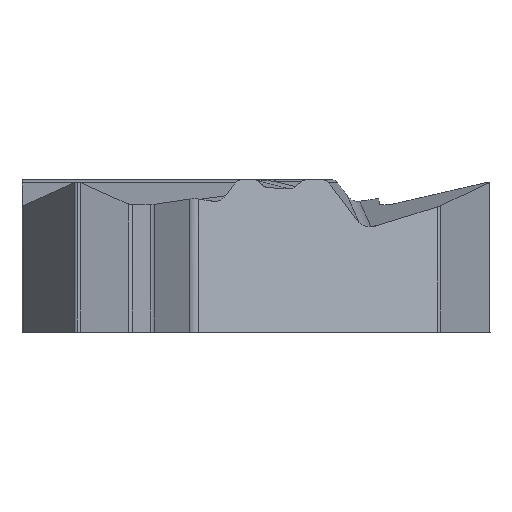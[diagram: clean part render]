
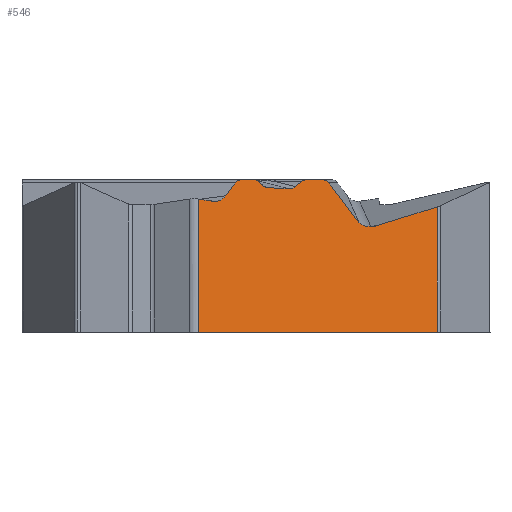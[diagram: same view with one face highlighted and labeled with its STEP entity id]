
A CAD part, front view. The second image highlights one B-rep face of the part: STEP entity #546.
In plain terms, the highlighted planar face has unit normal (0.5, -0.866, 0).
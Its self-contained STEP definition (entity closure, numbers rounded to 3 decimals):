
#60=PLANE('',#1855);
#104=FACE_OUTER_BOUND('',#695,.T.);
#201=ELLIPSE('',#1848,0.338,0.32);
#202=ELLIPSE('',#1849,0.392,0.32);
#203=ELLIPSE('',#1850,0.236,0.2);
#204=ELLIPSE('',#1851,0.167,0.15);
#205=ELLIPSE('',#1852,0.15,0.15);
#206=ELLIPSE('',#1853,0.227,0.2);
#207=ELLIPSE('',#1854,0.385,0.32);
#266=LINE('',#3103,#419);
#267=LINE('',#3106,#420);
#268=LINE('',#3108,#421);
#269=LINE('',#3112,#422);
#270=LINE('',#3116,#423);
#271=LINE('',#3120,#424);
#272=LINE('',#3124,#425);
#273=LINE('',#3137,#426);
#274=LINE('',#3153,#427);
#275=LINE('',#3157,#428);
#276=LINE('',#3161,#429);
#277=LINE('',#3165,#430);
#278=LINE('',#3167,#431);
#419=VECTOR('',#2115,1.);
#420=VECTOR('',#2116,1.);
#421=VECTOR('',#2117,1.);
#422=VECTOR('',#2120,1.);
#423=VECTOR('',#2123,1.);
#424=VECTOR('',#2126,1.);
#425=VECTOR('',#2129,1.);
#426=VECTOR('',#2130,1.);
#427=VECTOR('',#2131,1.);
#428=VECTOR('',#2134,1.);
#429=VECTOR('',#2137,1.);
#430=VECTOR('',#2140,1.);
#431=VECTOR('',#2141,1.);
#546=ADVANCED_FACE('',(#104),#60,.F.);
#695=EDGE_LOOP('',(#872,#873,#874,#875,#876,#877,#878,#879,#880,#881,#882,
#883,#884,#885,#886,#887,#888,#889,#890,#891,#892,#893));
#872=ORIENTED_EDGE('',*,*,#1532,.F.);
#873=ORIENTED_EDGE('',*,*,#1533,.T.);
#874=ORIENTED_EDGE('',*,*,#1534,.T.);
#875=ORIENTED_EDGE('',*,*,#1535,.T.);
#876=ORIENTED_EDGE('',*,*,#1536,.F.);
#877=ORIENTED_EDGE('',*,*,#1537,.T.);
#878=ORIENTED_EDGE('',*,*,#1538,.T.);
#879=ORIENTED_EDGE('',*,*,#1539,.F.);
#880=ORIENTED_EDGE('',*,*,#1540,.F.);
#881=ORIENTED_EDGE('',*,*,#1541,.F.);
#882=ORIENTED_EDGE('',*,*,#1542,.T.);
#883=ORIENTED_EDGE('',*,*,#1543,.T.);
#884=ORIENTED_EDGE('',*,*,#1544,.T.);
#885=ORIENTED_EDGE('',*,*,#1545,.T.);
#886=ORIENTED_EDGE('',*,*,#1546,.T.);
#887=ORIENTED_EDGE('',*,*,#1547,.F.);
#888=ORIENTED_EDGE('',*,*,#1548,.F.);
#889=ORIENTED_EDGE('',*,*,#1549,.F.);
#890=ORIENTED_EDGE('',*,*,#1550,.T.);
#891=ORIENTED_EDGE('',*,*,#1551,.T.);
#892=ORIENTED_EDGE('',*,*,#1552,.T.);
#893=ORIENTED_EDGE('',*,*,#1553,.T.);
#1356=VERTEX_POINT('',#3104);
#1357=VERTEX_POINT('',#3105);
#1358=VERTEX_POINT('',#3107);
#1359=VERTEX_POINT('',#3109);
#1360=VERTEX_POINT('',#3111);
#1361=VERTEX_POINT('',#3113);
#1362=VERTEX_POINT('',#3115);
#1363=VERTEX_POINT('',#3117);
#1364=VERTEX_POINT('',#3119);
#1365=VERTEX_POINT('',#3121);
#1366=VERTEX_POINT('',#3123);
#1367=VERTEX_POINT('',#3125);
#1368=VERTEX_POINT('',#3136);
#1369=VERTEX_POINT('',#3138);
#1370=VERTEX_POINT('',#3152);
#1371=VERTEX_POINT('',#3154);
#1372=VERTEX_POINT('',#3156);
#1373=VERTEX_POINT('',#3158);
#1374=VERTEX_POINT('',#3160);
#1375=VERTEX_POINT('',#3162);
#1376=VERTEX_POINT('',#3164);
#1377=VERTEX_POINT('',#3166);
#1532=EDGE_CURVE('',#1356,#1357,#266,.T.);
#1533=EDGE_CURVE('',#1356,#1358,#267,.T.);
#1534=EDGE_CURVE('',#1358,#1359,#268,.T.);
#1535=EDGE_CURVE('',#1359,#1360,#201,.T.);
#1536=EDGE_CURVE('',#1361,#1360,#269,.T.);
#1537=EDGE_CURVE('',#1361,#1362,#202,.T.);
#1538=EDGE_CURVE('',#1362,#1363,#270,.T.);
#1539=EDGE_CURVE('',#1364,#1363,#203,.T.);
#1540=EDGE_CURVE('',#1365,#1364,#271,.T.);
#1541=EDGE_CURVE('',#1366,#1365,#204,.T.);
#1542=EDGE_CURVE('',#1366,#1367,#272,.T.);
#1543=EDGE_CURVE('',#1367,#1368,#1770,.T.);
#1544=EDGE_CURVE('',#1368,#1369,#273,.T.);
#1545=EDGE_CURVE('',#1369,#1370,#1771,.T.);
#1546=EDGE_CURVE('',#1370,#1371,#274,.T.);
#1547=EDGE_CURVE('',#1372,#1371,#205,.T.);
#1548=EDGE_CURVE('',#1373,#1372,#275,.T.);
#1549=EDGE_CURVE('',#1374,#1373,#206,.T.);
#1550=EDGE_CURVE('',#1374,#1375,#276,.T.);
#1551=EDGE_CURVE('',#1375,#1376,#207,.T.);
#1552=EDGE_CURVE('',#1376,#1377,#277,.T.);
#1553=EDGE_CURVE('',#1377,#1357,#278,.T.);
#1770=B_SPLINE_CURVE_WITH_KNOTS('',3,(#3126,#3127,#3128,#3129,#3130,#3131,
#3132,#3133,#3134,#3135),.UNSPECIFIED.,.F.,.F.,(4,3,3,4),(0.,0.474,
0.706,1.),.UNSPECIFIED.);
#1771=B_SPLINE_CURVE_WITH_KNOTS('',3,(#3139,#3140,#3141,#3142,#3143,#3144,
#3145,#3146,#3147,#3148,#3149,#3150,#3151),.UNSPECIFIED.,.F.,.F.,(4,3,3,
3,4),(0.,0.25,0.499,0.746,1.),
 .UNSPECIFIED.);
#1848=AXIS2_PLACEMENT_3D('',#3110,#2118,#2119);
#1849=AXIS2_PLACEMENT_3D('',#3114,#2121,#2122);
#1850=AXIS2_PLACEMENT_3D('',#3118,#2124,#2125);
#1851=AXIS2_PLACEMENT_3D('',#3122,#2127,#2128);
#1852=AXIS2_PLACEMENT_3D('',#3155,#2132,#2133);
#1853=AXIS2_PLACEMENT_3D('',#3159,#2135,#2136);
#1854=AXIS2_PLACEMENT_3D('',#3163,#2138,#2139);
#1855=AXIS2_PLACEMENT_3D('',#3168,#2142,#2143);
#2115=DIRECTION('',(-0.866,-0.5,0.));
#2116=DIRECTION('',(0.,0.,1.));
#2117=DIRECTION('',(-0.837,-0.483,-0.259));
#2118=DIRECTION('',(-0.5,0.866,0.));
#2119=DIRECTION('',(-0.837,-0.483,-0.259));
#2120=DIRECTION('',(0.866,0.5,0.));
#2121=DIRECTION('',(-0.5,0.866,0.));
#2122=DIRECTION('',(-0.859,-0.496,0.124));
#2123=DIRECTION('',(-0.563,-0.325,0.759));
#2124=DIRECTION('',(-0.5,0.866,0.));
#2125=DIRECTION('',(-0.866,-0.5,0.));
#2126=DIRECTION('',(0.866,0.5,0.));
#2127=DIRECTION('',(-0.5,0.866,0.));
#2128=DIRECTION('',(-0.866,-0.5,0.));
#2129=DIRECTION('',(-0.687,-0.397,-0.608));
#2130=DIRECTION('',(-0.865,-0.499,0.049));
#2131=DIRECTION('',(-0.656,-0.378,0.653));
#2132=DIRECTION('',(-0.5,0.866,0.));
#2133=DIRECTION('',(0.866,0.5,0.));
#2134=DIRECTION('',(0.866,0.5,0.));
#2135=DIRECTION('',(-0.5,0.866,0.));
#2136=DIRECTION('',(-0.866,-0.5,0.));
#2137=DIRECTION('',(-0.55,-0.318,-0.772));
#2138=DIRECTION('',(-0.5,0.866,0.));
#2139=DIRECTION('',(0.845,0.488,0.217));
#2140=DIRECTION('',(-0.858,-0.496,0.133));
#2141=DIRECTION('',(0.,0.,-1.));
#2142=DIRECTION('',(-0.5,0.866,0.));
#2143=DIRECTION('',(-0.866,-0.5,0.));
#3103=CARTESIAN_POINT('',(8.733,-0.457,-3.97));
#3104=CARTESIAN_POINT('',(6.455,-1.772,-3.97));
#3105=CARTESIAN_POINT('',(0.013,-5.492,-3.97));
#3106=CARTESIAN_POINT('',(6.455,-1.772,0.));
#3107=CARTESIAN_POINT('',(6.455,-1.772,-0.588));
#3108=CARTESIAN_POINT('',(-3.145,-7.315,-3.559));
#3109=CARTESIAN_POINT('',(4.808,-2.723,-1.098));
#3110=CARTESIAN_POINT('',(4.737,-2.765,-0.789));
#3111=CARTESIAN_POINT('',(4.729,-2.769,-1.11));
#3112=CARTESIAN_POINT('',(-3.971,-7.792,-1.11));
#3113=CARTESIAN_POINT('',(4.583,-2.853,-1.11));
#3114=CARTESIAN_POINT('',(4.566,-2.863,-0.789));
#3115=CARTESIAN_POINT('',(4.293,-3.021,-0.965));
#3116=CARTESIAN_POINT('',(0.382,-5.279,4.306));
#3117=CARTESIAN_POINT('',(3.534,-3.459,0.058));
#3118=CARTESIAN_POINT('',(3.369,-3.554,-0.06));
#3119=CARTESIAN_POINT('',(3.369,-3.554,0.14));
#3120=CARTESIAN_POINT('',(-3.971,-7.792,0.14));
#3121=CARTESIAN_POINT('',(2.884,-3.834,0.14));
#3122=CARTESIAN_POINT('',(2.884,-3.834,-0.01));
#3123=CARTESIAN_POINT('',(2.79,-3.888,0.104));
#3124=CARTESIAN_POINT('',(-1.514,-6.373,-3.703));
#3125=CARTESIAN_POINT('',(2.626,-3.983,-0.041));
#3126=CARTESIAN_POINT('',(2.626,-3.983,-0.041));
#3127=CARTESIAN_POINT('',(2.603,-3.996,-0.061));
#3128=CARTESIAN_POINT('',(2.577,-4.011,-0.077));
#3129=CARTESIAN_POINT('',(2.55,-4.027,-0.087));
#3130=CARTESIAN_POINT('',(2.536,-4.035,-0.092));
#3131=CARTESIAN_POINT('',(2.522,-4.043,-0.096));
#3132=CARTESIAN_POINT('',(2.508,-4.051,-0.098));
#3133=CARTESIAN_POINT('',(2.49,-4.061,-0.102));
#3134=CARTESIAN_POINT('',(2.472,-4.072,-0.103));
#3135=CARTESIAN_POINT('',(2.454,-4.082,-0.102));
#3136=CARTESIAN_POINT('',(2.454,-4.082,-0.102));
#3137=CARTESIAN_POINT('',(8.714,-0.468,-0.453));
#3138=CARTESIAN_POINT('',(1.894,-4.406,-0.07));
#3139=CARTESIAN_POINT('',(1.894,-4.406,-0.07));
#3140=CARTESIAN_POINT('',(1.878,-4.415,-0.069));
#3141=CARTESIAN_POINT('',(1.863,-4.424,-0.067));
#3142=CARTESIAN_POINT('',(1.847,-4.433,-0.063));
#3143=CARTESIAN_POINT('',(1.832,-4.442,-0.059));
#3144=CARTESIAN_POINT('',(1.817,-4.45,-0.054));
#3145=CARTESIAN_POINT('',(1.802,-4.459,-0.047));
#3146=CARTESIAN_POINT('',(1.788,-4.467,-0.04));
#3147=CARTESIAN_POINT('',(1.774,-4.475,-0.032));
#3148=CARTESIAN_POINT('',(1.761,-4.483,-0.023));
#3149=CARTESIAN_POINT('',(1.747,-4.491,-0.013));
#3150=CARTESIAN_POINT('',(1.734,-4.498,-0.002));
#3151=CARTESIAN_POINT('',(1.722,-4.505,0.01));
#3152=CARTESIAN_POINT('',(1.722,-4.505,0.01));
#3153=CARTESIAN_POINT('',(5.744,-2.183,-3.999));
#3154=CARTESIAN_POINT('',(1.628,-4.559,0.104));
#3155=CARTESIAN_POINT('',(1.543,-4.608,-0.01));
#3156=CARTESIAN_POINT('',(1.543,-4.608,0.14));
#3157=CARTESIAN_POINT('',(8.733,-0.457,0.14));
#3158=CARTESIAN_POINT('',(1.15,-4.835,0.14));
#3159=CARTESIAN_POINT('',(1.15,-4.835,-0.06));
#3160=CARTESIAN_POINT('',(0.991,-4.927,0.058));
#3161=CARTESIAN_POINT('',(4.093,-3.136,4.41));
#3162=CARTESIAN_POINT('',(0.745,-5.069,-0.289));
#3163=CARTESIAN_POINT('',(0.478,-5.223,-0.118));
#3164=CARTESIAN_POINT('',(0.402,-5.267,-0.438));
#3165=CARTESIAN_POINT('',(8.537,-0.571,-1.696));
#3166=CARTESIAN_POINT('',(0.013,-5.492,-0.377));
#3167=CARTESIAN_POINT('',(0.013,-5.492,0.));
#3168=CARTESIAN_POINT('',(8.733,-0.457,0.));
